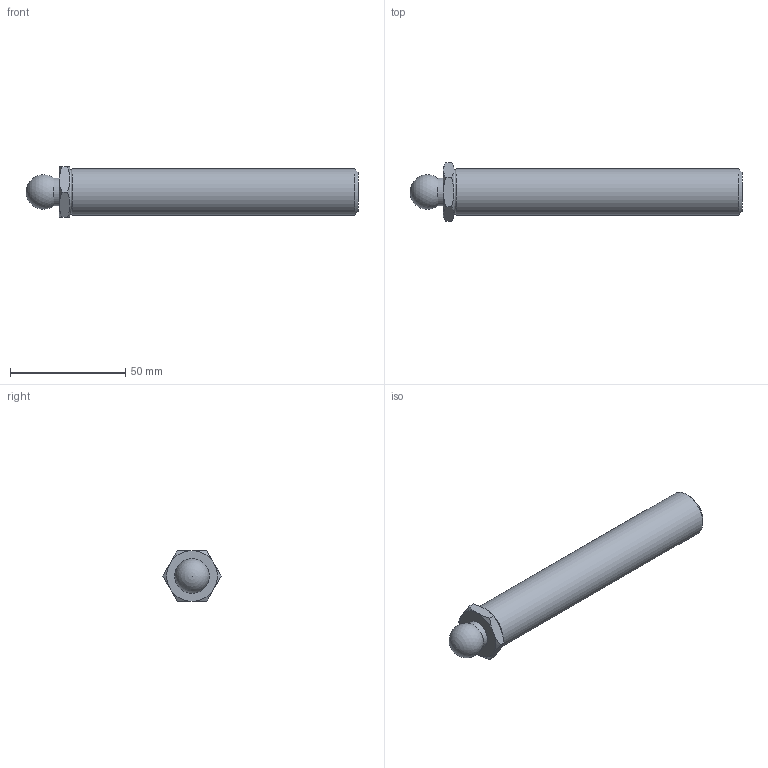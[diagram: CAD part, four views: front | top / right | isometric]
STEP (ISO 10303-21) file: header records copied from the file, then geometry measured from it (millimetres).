
FILE_DESCRIPTION(/* description */ ('STEP AP214'),/* implementation_level */ '2;1');
FILE_NAME(/* name */ '1011924.stp',/* time_stamp */ '2024-06-11T14:10:15+02:00',/* author */ ('Bo'),/* organization */ ('CADENAS'),/* preprocessor_version */ 'ST-DEVELOPER v20',/* originating_system */ 'Autodesk Inventor 2025',/* authorisation */ ' ');
FILE_SCHEMA (('AUTOMOTIVE_DESIGN { 1 0 10303 214 3 1 1 }'));
Length unit declared in the file: millimetre
Products named in the file (1): 1011924
Bounding box: 144 x 25.4 x 22 mm (x, y, z)
Volume: 42920 mm3; surface area: 9523.1 mm2
Topology: 1 solids, 1 shells, 26 faces, 55 edges, 32 vertices
Faces by surface type: cone 13, plane 9, cylinder 2, torus 1, sphere 1
Full cylindrical faces by diameter (mm): 12 x1, 20 x1
Entity records: 711 total; most frequent: CARTESIAN_POINT 161, ORIENTED_EDGE 108, DIRECTION 105, EDGE_CURVE 54, AXIS2_PLACEMENT_3D 48, VERTEX_POINT 32, EDGE_LOOP 28, FACE_OUTER_BOUND 26
